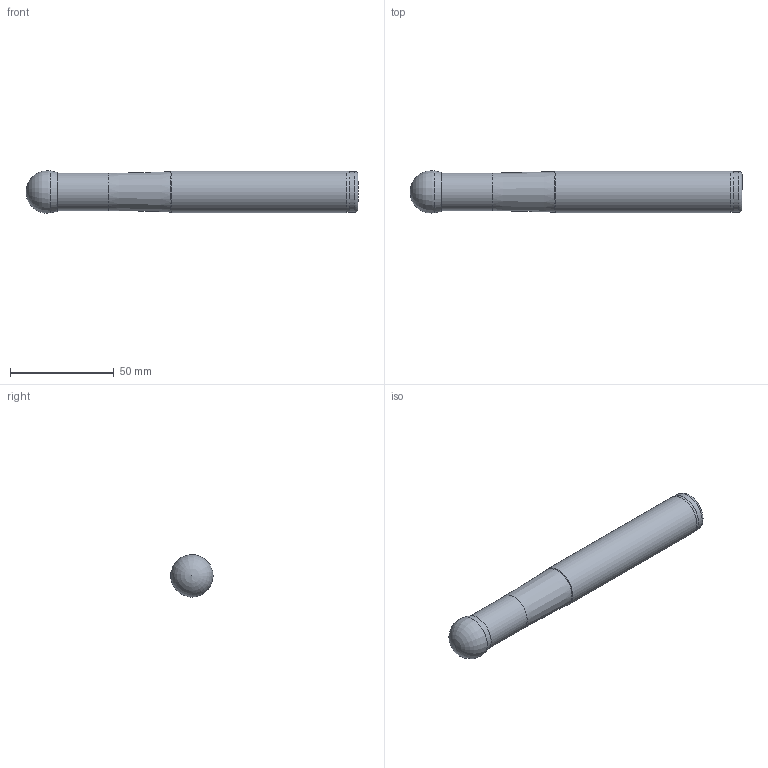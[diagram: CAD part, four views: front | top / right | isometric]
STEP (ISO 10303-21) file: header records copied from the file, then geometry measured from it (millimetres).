
FILE_DESCRIPTION(/* description */ (''),/* implementation_level */ '2;1');
FILE_NAME(/* name */ 'APMR-BNM20-D20-C20-L160.stp',/* time_stamp */ '2023-10-02T11:02:51+03:00',/* author */ (''),/* organization */ (''),/* preprocessor_version */ 'ST-DEVELOPER v19.4',/* originating_system */ 'SIEMENS PLM Software NX2306.5001',/* authorisation */ '');
FILE_SCHEMA (('AUTOMOTIVE_DESIGN { 1 0 10303 214 3 1 1 1 }'));
Length unit declared in the file: millimetre
Products named in the file (1): APMR-BNM20-D20-C20-L160-LIGHT_x_t_objects
Bounding box: 160 x 20.32 x 20.34 mm (x, y, z)
Volume: 49417 mm3; surface area: 11168.8 mm2
Topology: 2 solids, 2 shells, 15 faces, 34 edges, 21 vertices
Faces by surface type: revolution 5, cylinder 3, cone 3, plane 2, sphere 1, torus 1
Full cylindrical faces by diameter (mm): 18 x1, 19.5 x1, 20 x1
Entity records: 364 total; most frequent: CARTESIAN_POINT 64, DIRECTION 59, EDGE_LOOP 28, ORIENTED_EDGE 28, FACE_BOUND 26, AXIS2_PLACEMENT_3D 25, ADVANCED_FACE 15, VERTEX_POINT 14
